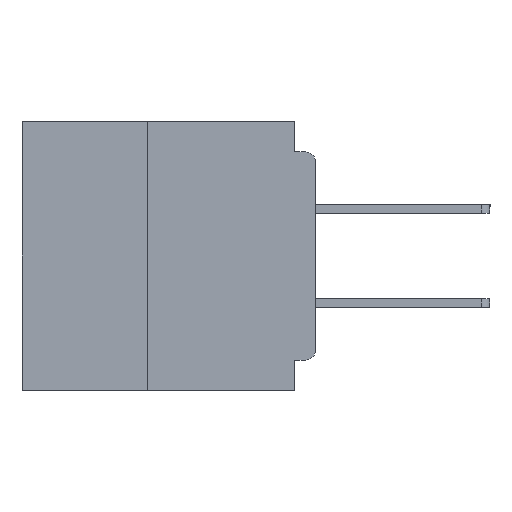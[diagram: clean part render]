
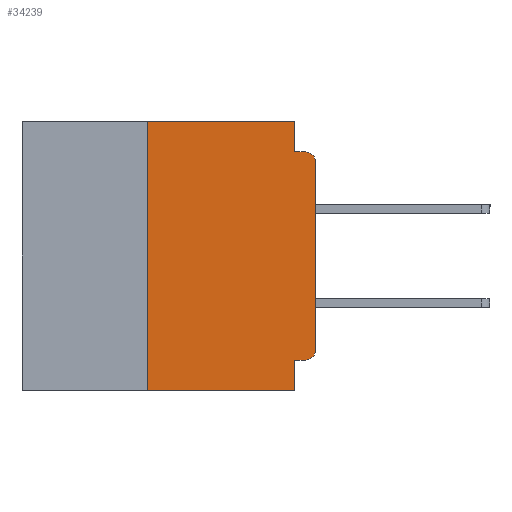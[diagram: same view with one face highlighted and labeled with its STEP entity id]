
A CAD part, left-side view. The second image highlights one B-rep face of the part: STEP entity #34239.
In plain terms, the highlighted planar face has unit normal (-1, 0, 0).
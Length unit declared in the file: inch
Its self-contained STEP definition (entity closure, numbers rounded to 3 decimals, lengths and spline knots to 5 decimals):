
#1022 = VERTEX_POINT ( 'NONE', #35566 ) ;
#2920 = CARTESIAN_POINT ( 'NONE',  ( 0., 0.031, -0.4 ) ) ;
#3574 = VERTEX_POINT ( 'NONE', #40238 ) ;
#4165 = DIRECTION ( 'NONE',  ( 0., 1., 0. ) ) ;
#6404 = DIRECTION ( 'NONE',  ( 0., 0., 1. ) ) ;
#6466 = CARTESIAN_POINT ( 'NONE',  ( 0., 0.437, 0. ) ) ;
#6553 = CARTESIAN_POINT ( 'NONE',  ( 0., 0.437, -0.4 ) ) ;
#7070 = DIRECTION ( 'NONE',  ( 0., -1., 0. ) ) ;
#7262 = ORIENTED_EDGE ( 'NONE', *, *, #49202, .F. ) ;
#7496 = DIRECTION ( 'NONE',  ( 0., 0., -1. ) ) ;
#8187 = LINE ( 'NONE', #41342, #53330 ) ;
#8290 = VECTOR ( 'NONE', #36324, 39.37008 ) ;
#8794 = EDGE_CURVE ( 'NONE', #55507, #16084, #47693, .T. ) ;
#8864 = VECTOR ( 'NONE', #33619, 39.37008 ) ;
#9122 = VERTEX_POINT ( 'NONE', #53692 ) ;
#10472 = FACE_OUTER_BOUND ( 'NONE', #49172, .T. ) ;
#11216 = DIRECTION ( 'NONE',  ( 0., 0., -1. ) ) ;
#12396 = CARTESIAN_POINT ( 'NONE',  ( 0., 0.015, -0.34 ) ) ;
#12910 = DIRECTION ( 'NONE',  ( -1., 0., 0. ) ) ;
#13266 = VERTEX_POINT ( 'NONE', #47361 ) ;
#13276 = VECTOR ( 'NONE', #38408, 39.37008 ) ;
#13914 = EDGE_CURVE ( 'NONE', #27238, #3574, #17554, .T. ) ;
#14547 = EDGE_CURVE ( 'NONE', #16084, #9122, #37301, .T. ) ;
#14892 = EDGE_CURVE ( 'NONE', #9122, #27238, #56234, .T. ) ;
#16084 = VERTEX_POINT ( 'NONE', #50374 ) ;
#16972 = DIRECTION ( 'NONE',  ( 0., 0., -1. ) ) ;
#17554 = LINE ( 'NONE', #29623, #41559 ) ;
#20517 = VERTEX_POINT ( 'NONE', #24918 ) ;
#23326 = VECTOR ( 'NONE', #4165, 39.37008 ) ;
#23360 = EDGE_CURVE ( 'NONE', #32422, #20517, #48664, .T. ) ;
#23752 = VECTOR ( 'NONE', #6404, 39.37008 ) ;
#24918 = CARTESIAN_POINT ( 'NONE',  ( 0., 0.031, -0.355 ) ) ;
#26736 = CARTESIAN_POINT ( 'NONE',  ( 0., 0., -0.355 ) ) ;
#26748 = AXIS2_PLACEMENT_3D ( 'NONE', #12396, #43950, #16972 ) ;
#26802 = ORIENTED_EDGE ( 'NONE', *, *, #55231, .T. ) ;
#27238 = VERTEX_POINT ( 'NONE', #44243 ) ;
#28890 = CIRCLE ( 'NONE', #43249, 0.015 ) ;
#29618 = ORIENTED_EDGE ( 'NONE', *, *, #14892, .F. ) ;
#29623 = CARTESIAN_POINT ( 'NONE',  ( 0., 0., -0.045 ) ) ;
#30745 = VERTEX_POINT ( 'NONE', #36759 ) ;
#30984 = LINE ( 'NONE', #2920, #53496 ) ;
#31642 = EDGE_CURVE ( 'NONE', #32422, #1022, #41942, .T. ) ;
#32422 = VERTEX_POINT ( 'NONE', #51628 ) ;
#33619 = DIRECTION ( 'NONE',  ( 0., -1., 0. ) ) ;
#33728 = PLANE ( 'NONE',  #34352 ) ;
#34239 = ADVANCED_FACE ( 'NONE', ( #10472 ), #33728, .F. ) ;
#34260 = ORIENTED_EDGE ( 'NONE', *, *, #31642, .T. ) ;
#34352 = AXIS2_PLACEMENT_3D ( 'NONE', #6466, #38277, #11216 ) ;
#35566 = CARTESIAN_POINT ( 'NONE',  ( 0., 0., -0.34 ) ) ;
#36324 = DIRECTION ( 'NONE',  ( 0., 0., -1. ) ) ;
#36759 = CARTESIAN_POINT ( 'NONE',  ( 0., 0., -0.06 ) ) ;
#37301 = LINE ( 'NONE', #56263, #13276 ) ;
#38277 = DIRECTION ( 'NONE',  ( 1., 0., 0. ) ) ;
#38408 = DIRECTION ( 'NONE',  ( 0., -1., 0. ) ) ;
#39144 = CARTESIAN_POINT ( 'NONE',  ( 0., 0.25, -0.4 ) ) ;
#39617 = EDGE_CURVE ( 'NONE', #30745, #3574, #28890, .T. ) ;
#39829 = ORIENTED_EDGE ( 'NONE', *, *, #13914, .F. ) ;
#39972 = CARTESIAN_POINT ( 'NONE',  ( 0., 0.015, -0.06 ) ) ;
#40238 = CARTESIAN_POINT ( 'NONE',  ( 0., 0.015, -0.045 ) ) ;
#40476 = ORIENTED_EDGE ( 'NONE', *, *, #23360, .F. ) ;
#41342 = CARTESIAN_POINT ( 'NONE',  ( 0., 0., 0. ) ) ;
#41559 = VECTOR ( 'NONE', #7070, 39.37008 ) ;
#41904 = ORIENTED_EDGE ( 'NONE', *, *, #39617, .T. ) ;
#41942 = CIRCLE ( 'NONE', #26748, 0.015 ) ;
#43249 = AXIS2_PLACEMENT_3D ( 'NONE', #39972, #12910, #44461 ) ;
#43472 = LINE ( 'NONE', #6553, #8864 ) ;
#43950 = DIRECTION ( 'NONE',  ( -1., 0., 0. ) ) ;
#44243 = CARTESIAN_POINT ( 'NONE',  ( 0., 0.031, -0.045 ) ) ;
#44461 = DIRECTION ( 'NONE',  ( 0., 0., -1. ) ) ;
#45376 = CARTESIAN_POINT ( 'NONE',  ( 0., 0.031, 0. ) ) ;
#45835 = DIRECTION ( 'NONE',  ( 0., 0., 1. ) ) ;
#46698 = ORIENTED_EDGE ( 'NONE', *, *, #14547, .F. ) ;
#47023 = CARTESIAN_POINT ( 'NONE',  ( 0., 0.25, -0.4 ) ) ;
#47361 = CARTESIAN_POINT ( 'NONE',  ( 0., 0.031, -0.4 ) ) ;
#47693 = LINE ( 'NONE', #47023, #23752 ) ;
#48664 = LINE ( 'NONE', #26736, #23326 ) ;
#49172 = EDGE_LOOP ( 'NONE', ( #57173, #41904, #39829, #29618, #46698, #49803, #26802, #7262, #40476, #34260 ) ) ;
#49202 = EDGE_CURVE ( 'NONE', #20517, #13266, #30984, .T. ) ;
#49803 = ORIENTED_EDGE ( 'NONE', *, *, #8794, .F. ) ;
#50374 = CARTESIAN_POINT ( 'NONE',  ( 0., 0.25, 0. ) ) ;
#51628 = CARTESIAN_POINT ( 'NONE',  ( 0., 0.015, -0.355 ) ) ;
#53330 = VECTOR ( 'NONE', #45835, 39.37008 ) ;
#53496 = VECTOR ( 'NONE', #7496, 39.37008 ) ;
#53692 = CARTESIAN_POINT ( 'NONE',  ( 0., 0.031, 0. ) ) ;
#55061 = EDGE_CURVE ( 'NONE', #1022, #30745, #8187, .T. ) ;
#55231 = EDGE_CURVE ( 'NONE', #55507, #13266, #43472, .T. ) ;
#55507 = VERTEX_POINT ( 'NONE', #39144 ) ;
#56234 = LINE ( 'NONE', #45376, #8290 ) ;
#56263 = CARTESIAN_POINT ( 'NONE',  ( 0., 0.437, 0. ) ) ;
#57173 = ORIENTED_EDGE ( 'NONE', *, *, #55061, .T. ) ;
